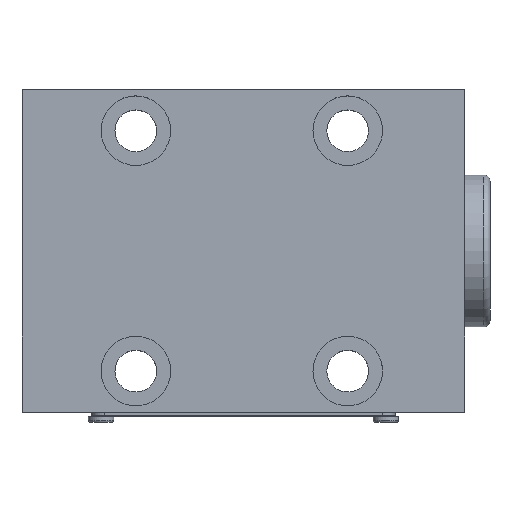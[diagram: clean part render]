
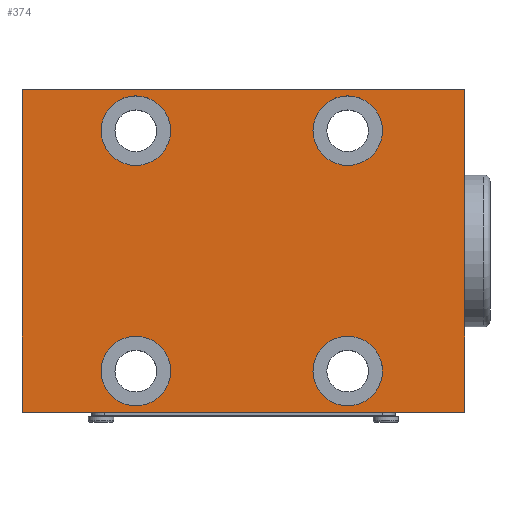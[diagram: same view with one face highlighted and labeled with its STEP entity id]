
A CAD part, top view. The second image highlights one B-rep face of the part: STEP entity #374.
In plain terms, the highlighted planar face has unit normal (0, 0, 1).
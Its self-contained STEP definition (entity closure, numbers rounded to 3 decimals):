
#118=PLANE('',#1899);
#204=FACE_BOUND('',#604,.T.);
#205=FACE_BOUND('',#605,.T.);
#206=FACE_BOUND('',#606,.T.);
#207=FACE_BOUND('',#607,.T.);
#208=FACE_BOUND('',#608,.T.);
#374=ADVANCED_FACE('',(#204,#205,#206,#207,#208),#118,.T.);
#604=EDGE_LOOP('',(#1093));
#605=EDGE_LOOP('',(#1094));
#606=EDGE_LOOP('',(#1095,#1096,#1097,#1098));
#607=EDGE_LOOP('',(#1099));
#608=EDGE_LOOP('',(#1100));
#807=LINE('',#4338,#886);
#808=LINE('',#4341,#887);
#809=LINE('',#4343,#888);
#810=LINE('',#4345,#889);
#886=VECTOR('',#2233,1.);
#887=VECTOR('',#2234,1.);
#888=VECTOR('',#2235,1.);
#889=VECTOR('',#2236,1.);
#1093=ORIENTED_EDGE('',*,*,#1592,.T.);
#1094=ORIENTED_EDGE('',*,*,#1593,.T.);
#1095=ORIENTED_EDGE('',*,*,#1594,.F.);
#1096=ORIENTED_EDGE('',*,*,#1595,.F.);
#1097=ORIENTED_EDGE('',*,*,#1596,.F.);
#1098=ORIENTED_EDGE('',*,*,#1597,.F.);
#1099=ORIENTED_EDGE('',*,*,#1598,.T.);
#1100=ORIENTED_EDGE('',*,*,#1599,.T.);
#1406=VERTEX_POINT('',#4335);
#1407=VERTEX_POINT('',#4337);
#1408=VERTEX_POINT('',#4339);
#1409=VERTEX_POINT('',#4340);
#1410=VERTEX_POINT('',#4342);
#1411=VERTEX_POINT('',#4344);
#1412=VERTEX_POINT('',#4347);
#1413=VERTEX_POINT('',#4349);
#1592=EDGE_CURVE('',#1406,#1406,#1747,.T.);
#1593=EDGE_CURVE('',#1407,#1407,#1748,.T.);
#1594=EDGE_CURVE('',#1408,#1409,#807,.T.);
#1595=EDGE_CURVE('',#1410,#1408,#808,.T.);
#1596=EDGE_CURVE('',#1411,#1410,#809,.T.);
#1597=EDGE_CURVE('',#1409,#1411,#810,.T.);
#1598=EDGE_CURVE('',#1412,#1412,#1749,.T.);
#1599=EDGE_CURVE('',#1413,#1413,#1750,.T.);
#1747=CIRCLE('',#1895,5.5);
#1748=CIRCLE('',#1896,5.5);
#1749=CIRCLE('',#1897,5.5);
#1750=CIRCLE('',#1898,5.5);
#1895=AXIS2_PLACEMENT_3D('',#4334,#2229,#2230);
#1896=AXIS2_PLACEMENT_3D('',#4336,#2231,#2232);
#1897=AXIS2_PLACEMENT_3D('',#4346,#2237,#2238);
#1898=AXIS2_PLACEMENT_3D('',#4348,#2239,#2240);
#1899=AXIS2_PLACEMENT_3D('',#4350,#2241,#2242);
#2229=DIRECTION('',(0.,0.,-1.));
#2230=DIRECTION('',(1.,0.,0.));
#2231=DIRECTION('',(0.,0.,-1.));
#2232=DIRECTION('',(1.,0.,0.));
#2233=DIRECTION('',(-1.,0.,0.));
#2234=DIRECTION('',(0.,-1.,0.));
#2235=DIRECTION('',(1.,0.,0.));
#2236=DIRECTION('',(0.,1.,0.));
#2237=DIRECTION('',(0.,0.,-1.));
#2238=DIRECTION('',(1.,0.,0.));
#2239=DIRECTION('',(0.,0.,-1.));
#2240=DIRECTION('',(1.,0.,0.));
#2241=DIRECTION('',(0.,0.,1.));
#2242=DIRECTION('',(-1.,0.,0.));
#4334=CARTESIAN_POINT('',(-24.935,52.629,27.));
#4335=CARTESIAN_POINT('',(-19.435,52.629,27.));
#4336=CARTESIAN_POINT('',(-58.435,52.629,27.));
#4337=CARTESIAN_POINT('',(-52.935,52.629,27.));
#4338=CARTESIAN_POINT('',(-6.435,8.127,27.));
#4339=CARTESIAN_POINT('',(-6.435,8.127,27.));
#4340=CARTESIAN_POINT('',(-76.435,8.127,27.));
#4341=CARTESIAN_POINT('',(-6.435,59.127,27.));
#4342=CARTESIAN_POINT('',(-6.435,59.127,27.));
#4343=CARTESIAN_POINT('',(-76.435,59.127,27.));
#4344=CARTESIAN_POINT('',(-76.435,59.127,27.));
#4345=CARTESIAN_POINT('',(-76.435,8.127,27.));
#4346=CARTESIAN_POINT('',(-58.435,14.629,27.));
#4347=CARTESIAN_POINT('',(-52.935,14.629,27.));
#4348=CARTESIAN_POINT('',(-24.935,14.629,27.));
#4349=CARTESIAN_POINT('',(-19.435,14.629,27.));
#4350=CARTESIAN_POINT('',(-24.935,52.629,27.));
